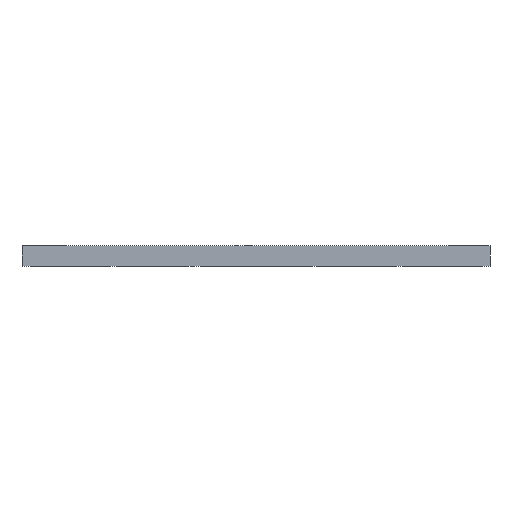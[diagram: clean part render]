
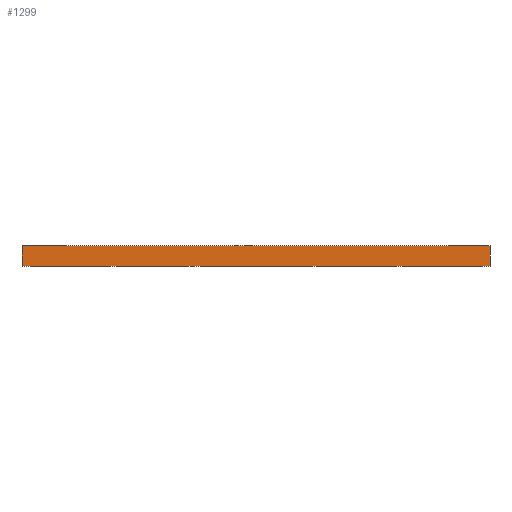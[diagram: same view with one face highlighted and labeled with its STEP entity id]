
A CAD part, front view. The second image highlights one B-rep face of the part: STEP entity #1299.
In plain terms, the highlighted planar face has unit normal (0, -1, 0).
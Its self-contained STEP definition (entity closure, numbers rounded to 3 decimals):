
#364=PLANE('',#4942);
#471=LINE('',#7773,#807);
#473=LINE('',#7831,#809);
#477=LINE('',#7838,#813);
#807=VECTOR('',#5156,1.);
#809=VECTOR('',#5160,1.);
#813=VECTOR('',#5166,1.);
#1299=ADVANCED_FACE('',(#1655),#364,.F.);
#1655=FACE_OUTER_BOUND('',#1974,.T.);
#1974=EDGE_LOOP('',(#3188,#3189,#3190,#3191));
#3188=ORIENTED_EDGE('',*,*,#3993,.T.);
#3189=ORIENTED_EDGE('',*,*,#3989,.T.);
#3190=ORIENTED_EDGE('',*,*,#4412,.F.);
#3191=ORIENTED_EDGE('',*,*,#3983,.F.);
#3506=VERTEX_POINT('',#7772);
#3507=VERTEX_POINT('',#7774);
#3509=VERTEX_POINT('',#7803);
#3511=VERTEX_POINT('',#7830);
#3983=EDGE_CURVE('',#3506,#3507,#471,.T.);
#3989=EDGE_CURVE('',#3509,#3511,#473,.T.);
#3993=EDGE_CURVE('',#3506,#3509,#477,.T.);
#4412=EDGE_CURVE('',#3507,#3511,#4769,.T.);
#4769=B_SPLINE_CURVE_WITH_KNOTS('',3,(#11568,#11569,#11570,#11571,#11572,
#11573,#11574,#11575,#11576,#11577,#11578,#11579,#11580,#11581,#11582,#11583,
#11584,#11585,#11586,#11587,#11588,#11589,#11590),.UNSPECIFIED.,.F.,.F.,
(4,1,1,1,1,1,1,1,1,1,1,1,1,1,1,1,1,1,1,1,4),(0.,0.063,0.125,0.25,0.313,
0.375,0.406,0.414,0.422,0.438,0.5,0.563,0.578,0.586,0.594,
0.625,0.688,0.75,0.875,0.938,1.),.UNSPECIFIED.);
#4942=AXIS2_PLACEMENT_3D('',#12886,#5629,#5630);
#5156=DIRECTION('',(0.,0.,1.));
#5160=DIRECTION('',(0.,0.,1.));
#5166=DIRECTION('',(1.,0.,0.));
#5629=DIRECTION('',(0.,1.,0.));
#5630=DIRECTION('',(1.,0.,0.));
#7772=CARTESIAN_POINT('',(-5500.,0.,-35.));
#7773=CARTESIAN_POINT('',(-5500.,0.,0.));
#7774=CARTESIAN_POINT('',(-5500.,0.,0.));
#7803=CARTESIAN_POINT('',(-4700.,0.,-35.));
#7830=CARTESIAN_POINT('',(-4700.,0.,0.));
#7831=CARTESIAN_POINT('',(-4700.,0.,0.));
#7838=CARTESIAN_POINT('',(-5500.,0.,-35.));
#11568=CARTESIAN_POINT('',(-5500.,0.,0.));
#11569=CARTESIAN_POINT('',(-5483.339,0.,0.));
#11570=CARTESIAN_POINT('',(-5450.016,0.,0.));
#11571=CARTESIAN_POINT('',(-5383.37,0.,0.));
#11572=CARTESIAN_POINT('',(-5316.718,0.,0.));
#11573=CARTESIAN_POINT('',(-5250.053,0.,0.));
#11574=CARTESIAN_POINT('',(-5208.38,0.,0.));
#11575=CARTESIAN_POINT('',(-5181.288,0.,0.));
#11576=CARTESIAN_POINT('',(-5168.783,0.,0.));
#11577=CARTESIAN_POINT('',(-5160.446,0.,0.));
#11578=CARTESIAN_POINT('',(-5137.52,0.,0.));
#11579=CARTESIAN_POINT('',(-5100.,0.,0.));
#11580=CARTESIAN_POINT('',(-5062.481,0.,0.));
#11581=CARTESIAN_POINT('',(-5039.554,0.,0.));
#11582=CARTESIAN_POINT('',(-5031.217,0.,0.));
#11583=CARTESIAN_POINT('',(-5018.712,0.,0.));
#11584=CARTESIAN_POINT('',(-4991.62,0.,0.));
#11585=CARTESIAN_POINT('',(-4949.947,0.,0.));
#11586=CARTESIAN_POINT('',(-4883.282,0.,0.));
#11587=CARTESIAN_POINT('',(-4816.63,0.,0.));
#11588=CARTESIAN_POINT('',(-4749.984,0.,0.));
#11589=CARTESIAN_POINT('',(-4716.661,0.,0.));
#11590=CARTESIAN_POINT('',(-4700.,0.,0.));
#12886=CARTESIAN_POINT('',(-5500.,0.,0.));
